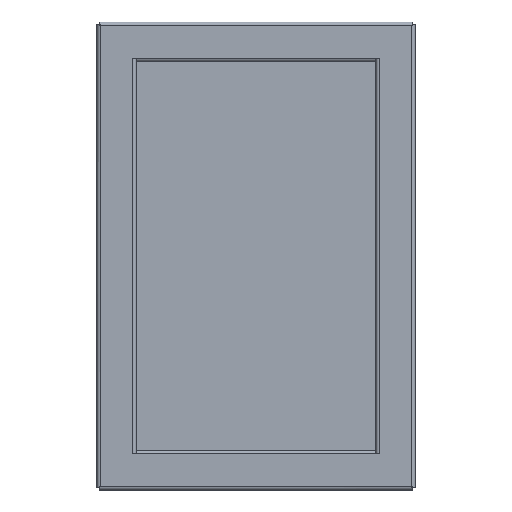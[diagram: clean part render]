
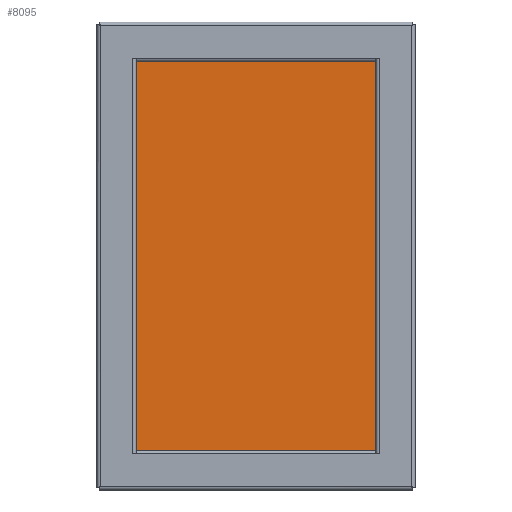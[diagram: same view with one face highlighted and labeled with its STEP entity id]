
A CAD part, front view. The second image highlights one B-rep face of the part: STEP entity #8095.
In plain terms, the highlighted planar face has unit normal (0, -1, 0).
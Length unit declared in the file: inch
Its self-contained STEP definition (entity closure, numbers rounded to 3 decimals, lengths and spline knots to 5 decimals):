
#343 = VERTEX_POINT ( 'NONE', #2060 ) ;
#599 = DIRECTION ( 'NONE',  ( -1., 0., 0. ) ) ;
#1028 = ORIENTED_EDGE ( 'NONE', *, *, #2910, .F. ) ;
#1086 = VERTEX_POINT ( 'NONE', #8641 ) ;
#1853 = ORIENTED_EDGE ( 'NONE', *, *, #3288, .F. ) ;
#2040 = ORIENTED_EDGE ( 'NONE', *, *, #5092, .F. ) ;
#2060 = CARTESIAN_POINT ( 'NONE',  ( 4.4375, 0.325, -6.9375 ) ) ;
#2130 = EDGE_LOOP ( 'NONE', ( #2685, #1028, #1853, #2040 ) ) ;
#2422 = CARTESIAN_POINT ( 'NONE',  ( -4.4375, 0.325, 6.9375 ) ) ;
#2479 = PLANE ( 'NONE',  #4581 ) ;
#2533 = DIRECTION ( 'NONE',  ( 0., 1., 0. ) ) ;
#2678 = VECTOR ( 'NONE', #9988, 39.37008 ) ;
#2685 = ORIENTED_EDGE ( 'NONE', *, *, #10850, .F. ) ;
#2910 = EDGE_CURVE ( 'NONE', #11089, #4154, #8293, .T. ) ;
#3288 = EDGE_CURVE ( 'NONE', #343, #11089, #3319, .T. ) ;
#3319 = LINE ( 'NONE', #5071, #9585 ) ;
#3509 = CARTESIAN_POINT ( 'NONE',  ( 4.4375, 0.325, 6.9375 ) ) ;
#4067 = FACE_OUTER_BOUND ( 'NONE', #2130, .T. ) ;
#4154 = VERTEX_POINT ( 'NONE', #10217 ) ;
#4252 = LINE ( 'NONE', #3509, #4886 ) ;
#4581 = AXIS2_PLACEMENT_3D ( 'NONE', #5246, #2533, #5944 ) ;
#4813 = CARTESIAN_POINT ( 'NONE',  ( -4.4375, 0.325, -6.9375 ) ) ;
#4886 = VECTOR ( 'NONE', #10382, 39.37008 ) ;
#5034 = DIRECTION ( 'NONE',  ( 1., 0., 0. ) ) ;
#5071 = CARTESIAN_POINT ( 'NONE',  ( 4.4375, 0.325, -6.9375 ) ) ;
#5092 = EDGE_CURVE ( 'NONE', #1086, #343, #4252, .T. ) ;
#5246 = CARTESIAN_POINT ( 'NONE',  ( 4.4375, 0.325, -6.9375 ) ) ;
#5709 = CARTESIAN_POINT ( 'NONE',  ( -4.4375, 0.325, -6.9375 ) ) ;
#5944 = DIRECTION ( 'NONE',  ( 0., 0., -1. ) ) ;
#6733 = LINE ( 'NONE', #2422, #7932 ) ;
#7932 = VECTOR ( 'NONE', #5034, 39.37008 ) ;
#8095 = ADVANCED_FACE ( 'NONE', ( #4067 ), #2479, .F. ) ;
#8293 = LINE ( 'NONE', #4813, #2678 ) ;
#8641 = CARTESIAN_POINT ( 'NONE',  ( 4.4375, 0.325, 6.9375 ) ) ;
#9585 = VECTOR ( 'NONE', #599, 39.37008 ) ;
#9988 = DIRECTION ( 'NONE',  ( 0., 0., 1. ) ) ;
#10217 = CARTESIAN_POINT ( 'NONE',  ( -4.4375, 0.325, 6.9375 ) ) ;
#10382 = DIRECTION ( 'NONE',  ( 0., 0., -1. ) ) ;
#10850 = EDGE_CURVE ( 'NONE', #4154, #1086, #6733, .T. ) ;
#11089 = VERTEX_POINT ( 'NONE', #5709 ) ;
